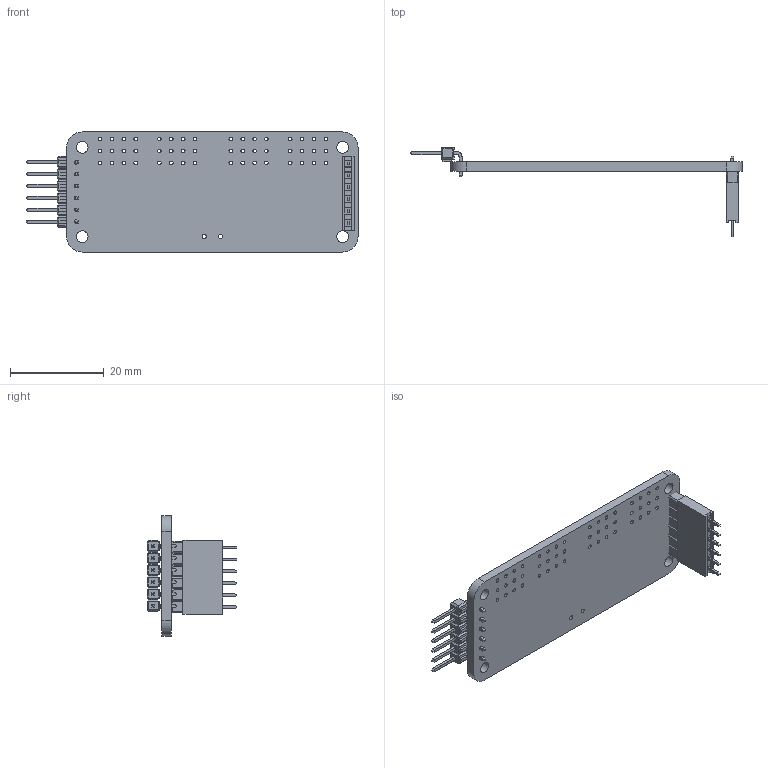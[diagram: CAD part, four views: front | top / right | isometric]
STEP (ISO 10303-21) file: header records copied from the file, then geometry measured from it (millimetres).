
FILE_DESCRIPTION(/* description */ (''),/* implementation_level */ '2;1');
FILE_NAME(/* name */ 'PCA9685_v2.step',/* time_stamp */ '2022-11-30T13:18:03-05:00',/* author */ (''),/* organization */ (''),/* preprocessor_version */ 'ST-DEVELOPER v19.2',/* originating_system */ 'Autodesk Translation Framework v11.17.0.187',/* authorisation */ '');
FILE_SCHEMA (('AUTOMOTIVE_DESIGN { 1 0 10303 214 3 1 1 }'));
Length unit declared in the file: millimetre
Products named in the file (5): PCA9685; 6-Pin Header - Male - 2.54mm; 6-Pin Header - Male - 2.54mm_1; 1x6 Pin Header Female; Pin Header 1x6 TH Angle Pitch 2.54mm
Assembly tree (4 placements, depth 3):
  PCA9685
    6-Pin Header - Male - 2.54mm
      6-Pin Header - Male - 2.54mm_1
    1x6 Pin Header Female
    Pin Header 1x6 TH Angle Pitch 2.54mm
Bounding box: 70.92 x 19.14 x 25.65 mm (x, y, z)
Volume: 3615.1 mm3; surface area: 5435 mm2
Topology: 14 solids, 28 shells, 702 faces, 1806 edges, 1176 vertices
Faces by surface type: plane 596, cylinder 94, bspline 12
Full cylindrical faces by diameter (mm): 0.762 x60, 0.9 x2, 2.5 x4
Entity records: 21895 total; most frequent: CARTESIAN_POINT 4202, ORIENTED_EDGE 3548, DIRECTION 3386, EDGE_CURVE 1806, LINE 1556, VECTOR 1556, VERTEX_POINT 1176, AXIS2_PLACEMENT_3D 915
